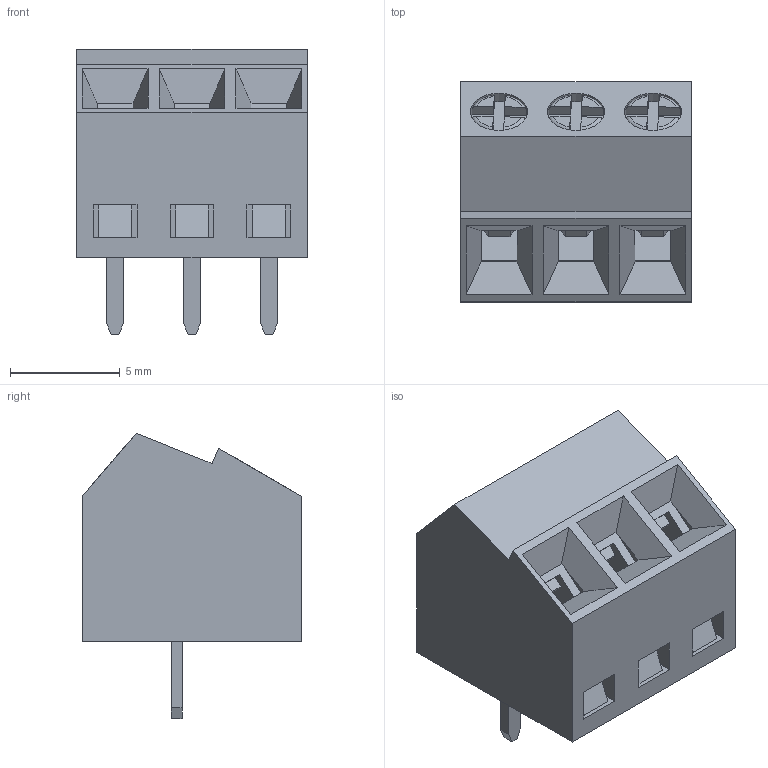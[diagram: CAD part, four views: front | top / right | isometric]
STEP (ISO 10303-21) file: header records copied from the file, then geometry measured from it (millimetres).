
FILE_DESCRIPTION(/* description */ ('Unknown'),/* implementation_level */ '2;1');
FILE_NAME(/* name */ '691221120003',/* time_stamp */ '2017-08-02T09:27:58+02:00',/* author */ ('Unknown'),/* organization */ ('Unknown'),/* preprocessor_version */ 'ST-DEVELOPER v16.7',/* originating_system */ 'DEX',/* authorisation */ $);
FILE_SCHEMA (('AUTOMOTIVE_DESIGN {1 0 10303 214 3 1 1}'));
Length unit declared in the file: millimetre
Products named in the file (6): 6912211200xx; 691221120003; 691221120003_BACK; 6912211200xx_MASS; 6912211200xx_VIS; 6912211200xx_PIN
Assembly tree (11 placements, depth 2):
  6912211200xx
    691221120003
    691221120003_BACK
    6912211200xx_MASS  x3
    6912211200xx_VIS  x3
    6912211200xx_PIN  x3
Bounding box: 10.5 x 10 x 12.97 mm (x, y, z)
Volume: 578.8 mm3; surface area: 2080.3 mm2
Topology: 11 solids, 11 shells, 333 faces, 879 edges, 579 vertices
Faces by surface type: plane 285, cylinder 33, torus 15
Full cylindrical faces by diameter (mm): 1.7 x6, 2 x3, 2.6 x6
Entity records: 7285 total; most frequent: CARTESIAN_POINT 1277, ORIENTED_EDGE 1210, DIRECTION 1138, EDGE_CURVE 605, LINE 538, VECTOR 538, VERTEX_POINT 407, AXIS2_PLACEMENT_3D 300
